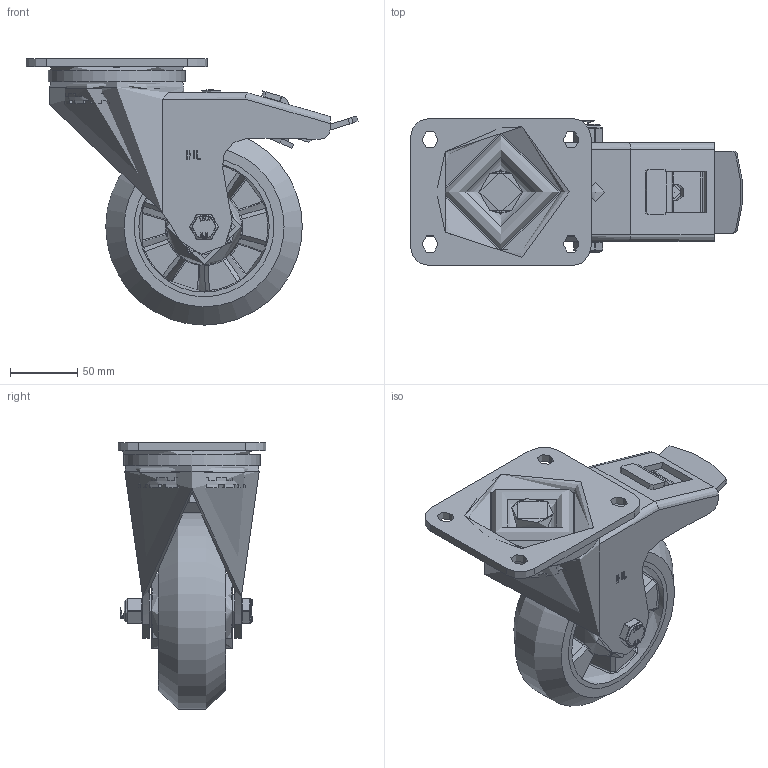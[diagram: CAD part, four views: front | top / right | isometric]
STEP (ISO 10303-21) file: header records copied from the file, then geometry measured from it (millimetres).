
FILE_DESCRIPTION(/* description */ (''),/* implementation_level */ '2;1');
FILE_NAME(/* name */ 'BZXP150RSPABJSWB.step',/* time_stamp */ '2025-05-09T09:57:00+01:00',/* author */ (''),/* organization */ (''),/* preprocessor_version */ 'ST-DEVELOPER v20.1',/* originating_system */ 'Autodesk Translation Framework v14.4.0.0',/* authorisation */ '');
FILE_SCHEMA (('AUTOMOTIVE_DESIGN { 1 0 10303 214 3 1 1 }'));
Length unit declared in the file: millimetre
Products named in the file (39): BZXP150RSPABJSWB; BZXP150ASSWB v1; ZINC PLATED, PRESSED STEEL TOP PLATE; ZINC PLATED, PRESSED STEEL TOP PLATE Geometry; NUT; ZINC PLATED, PRESSED STEEL FORKS; ZINC PLATED, PRESSED STEEL FORKS Geometry; BOLT; NUT2; BEARING SEAL; ZINC PLATED, PRESSED STEEL BRAKE PEDAL; BRAKE PAD; BRAKE PAD Geometry; BRAKE BOLT; BZH150WRSPABJM20 v1; POLYURETHANE TYRE; ALUMINIUM RIM; BEARING6204; BEARING62042; BALL BEARINGS; BEARING6204 (1); BEARING62042 (1); BALL BEARINGS (1); Component3; INNER; OUTER; MIDDLE; RUBBER; BEARING SPACER; TH20X2X12 v1; ZINC PLATED HEADED SPACER; TH20X2X12 v1 (1); ZINC PLATED HEADED SPACER (1); HEXBOLTM12X90Z8.8 v2; GRADE 8.8 ZINC PLATED BOLT; NYLOCM12Z14MM v1; NYLOC NUT; NUT (1); RUBBER (1)
Assembly tree (57 placements, depth 6):
  BZXP150RSPABJSWB
    BZXP150ASSWB v1
      ZINC PLATED, PRESSED STEEL TOP PLATE
        ZINC PLATED, PRESSED STEEL TOP PLATE Geometry
        NUT
      ZINC PLATED, PRESSED STEEL FORKS
        ZINC PLATED, PRESSED STEEL FORKS Geometry
        BOLT
        NUT2
      BEARING SEAL
      ZINC PLATED, PRESSED STEEL BRAKE PEDAL
      BRAKE PAD
        BRAKE PAD Geometry
        BRAKE BOLT
    BZH150WRSPABJM20 v1
      POLYURETHANE TYRE
      ALUMINIUM RIM
      BEARING6204
        BEARING62042
          INNER
          OUTER
          BALL BEARINGS
            Component3  x8
          MIDDLE
          RUBBER
      BEARING6204 (1)
        BEARING62042 (1)
          BALL BEARINGS (1)
            Component3  x8
          INNER
          OUTER
          MIDDLE
          RUBBER
      BEARING SPACER
    TH20X2X12 v1
      ZINC PLATED HEADED SPACER
    TH20X2X12 v1 (1)
      ZINC PLATED HEADED SPACER (1)
    HEXBOLTM12X90Z8.8 v2
      GRADE 8.8 ZINC PLATED BOLT
    NYLOCM12Z14MM v1
      NYLOC NUT
        NUT (1)
        RUBBER (1)
Bounding box: 247.04 x 110 x 198.11 mm (x, y, z)
Volume: 964237.1 mm3; surface area: 338028 mm2
Topology: 43 solids, 43 shells, 1620 faces, 4095 edges, 2639 vertices
Faces by surface type: plane 670, bspline 475, cylinder 304, sphere 107, torus 60, cone 4
Full cylindrical faces by diameter (mm): 8 x4, 9.836 x16, 10 x2, 11.834 x16, 12 x3, 12.2 x4, 14 x3, 17.75 x1, 18 x2, 18.5 x1, 19.8 x2, 20 x3, 24 x1, 25 x2, 27 x2, 28.5 x8, 30.8 x4, 31 x1, 31.3 x4, 32 x1, 40 x3, 40.3 x4, 40.5 x4, 40.8 x4, 42 x10, 47 x4, 55.5 x1, 56 x1, 80 x1, 90 x1
Entity records: 81757 total; most frequent: CARTESIAN_POINT 52079, ORIENTED_EDGE 6248, DIRECTION 5425, EDGE_CURVE 3124, AXIS2_PLACEMENT_3D 2015, VERTEX_POINT 2001, EDGE_LOOP 1423, LINE 1395
